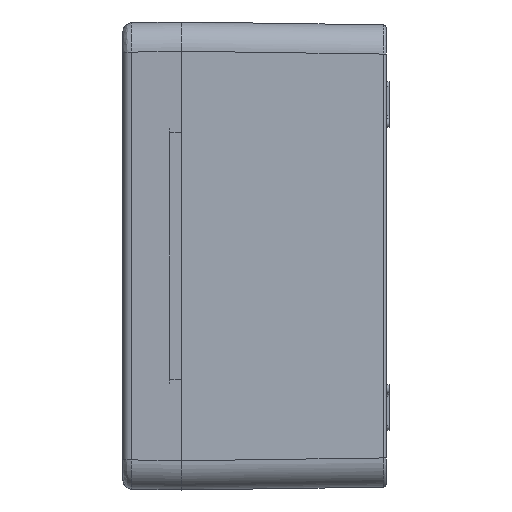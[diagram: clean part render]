
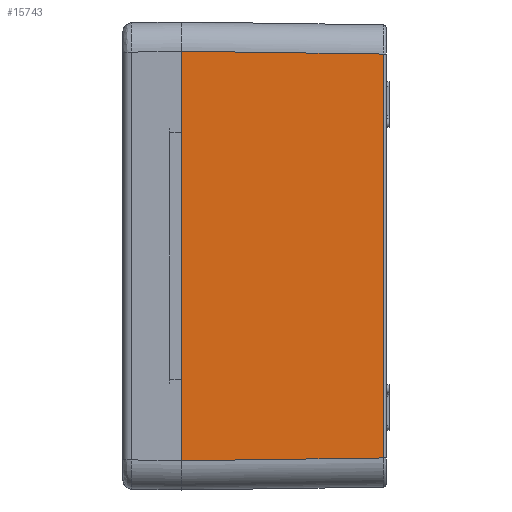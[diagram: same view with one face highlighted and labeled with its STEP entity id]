
A CAD part, left-side view. The second image highlights one B-rep face of the part: STEP entity #15743.
In plain terms, the highlighted planar face has unit normal (-1, -0.014, 0).
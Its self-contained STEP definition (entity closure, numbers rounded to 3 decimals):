
#612 = CARTESIAN_POINT ( 'NONE',  ( -279.036, 0.986, 69.037 ) ) ;
#1189 = CARTESIAN_POINT ( 'NONE',  ( -279.036, 0.986, 23.012 ) ) ;
#1871 = CARTESIAN_POINT ( 'NONE',  ( -279.358, 23.991, 69.359 ) ) ;
#2521 = CARTESIAN_POINT ( 'NONE',  ( -280., 70., -88.688 ) ) ;
#3278 = LINE ( 'NONE', #22974, #12719 ) ;
#3579 = CARTESIAN_POINT ( 'NONE',  ( -280., 70., 70.001 ) ) ;
#4660 = CARTESIAN_POINT ( 'NONE',  ( -279.036, 0.986, 69.037 ) ) ;
#7228 = CARTESIAN_POINT ( 'NONE',  ( -279.679, 46.995, -69.68 ) ) ;
#7421 = B_SPLINE_CURVE_WITH_KNOTS ( 'NONE', 3,
 ( #10971, #18244, #1871, #9174 ),
 .UNSPECIFIED., .F., .F.,
 ( 4, 4 ),
 ( 0., 1. ),
 .UNSPECIFIED. ) ;
#7907 = DIRECTION ( 'NONE',  ( -0.014, 1., 0. ) ) ;
#9174 = CARTESIAN_POINT ( 'NONE',  ( -279.036, 0.986, 69.037 ) ) ;
#9336 = FACE_OUTER_BOUND ( 'NONE', #23280, .T. ) ;
#10579 = DIRECTION ( 'NONE',  ( 0., 0., 1. ) ) ;
#10880 = ORIENTED_EDGE ( 'NONE', *, *, #21151, .F. ) ;
#10971 = CARTESIAN_POINT ( 'NONE',  ( -280., 70., 70.001 ) ) ;
#12011 = VERTEX_POINT ( 'NONE', #22261 ) ;
#12719 = VECTOR ( 'NONE', #10579, 1000. ) ;
#13519 = VERTEX_POINT ( 'NONE', #612 ) ;
#13787 = VERTEX_POINT ( 'NONE', #3579 ) ;
#15119 = CARTESIAN_POINT ( 'NONE',  ( -280., 70., -70.001 ) ) ;
#15137 = ORIENTED_EDGE ( 'NONE', *, *, #20875, .T. ) ;
#15438 = EDGE_CURVE ( 'NONE', #13787, #13519, #7421, .T. ) ;
#15743 = ADVANCED_FACE ( 'NONE', ( #9336 ), #16599, .T. ) ;
#16420 = CARTESIAN_POINT ( 'NONE',  ( -279.358, 23.991, -69.359 ) ) ;
#16599 = PLANE ( 'NONE',  #22864 ) ;
#16900 = B_SPLINE_CURVE_WITH_KNOTS ( 'NONE', 3,
 ( #20252, #7228, #16420, #19782 ),
 .UNSPECIFIED., .F., .F.,
 ( 4, 4 ),
 ( 0., 1. ),
 .UNSPECIFIED. ) ;
#16964 = DIRECTION ( 'NONE',  ( -1., -0.014, 0. ) ) ;
#17342 = CARTESIAN_POINT ( 'NONE',  ( -279.036, 0.986, -23.012 ) ) ;
#18244 = CARTESIAN_POINT ( 'NONE',  ( -279.679, 46.995, 69.68 ) ) ;
#19104 = EDGE_CURVE ( 'NONE', #13519, #12011, #22633, .T. ) ;
#19581 = ORIENTED_EDGE ( 'NONE', *, *, #19104, .F. ) ;
#19782 = CARTESIAN_POINT ( 'NONE',  ( -279.036, 0.986, -69.037 ) ) ;
#20252 = CARTESIAN_POINT ( 'NONE',  ( -280., 70., -70.001 ) ) ;
#20875 = EDGE_CURVE ( 'NONE', #20927, #12011, #16900, .T. ) ;
#20927 = VERTEX_POINT ( 'NONE', #15119 ) ;
#21151 = EDGE_CURVE ( 'NONE', #20927, #13787, #3278, .T. ) ;
#21544 = ORIENTED_EDGE ( 'NONE', *, *, #15438, .F. ) ;
#22261 = CARTESIAN_POINT ( 'NONE',  ( -279.036, 0.986, -69.037 ) ) ;
#22633 = B_SPLINE_CURVE_WITH_KNOTS ( 'NONE', 3,
 ( #4660, #1189, #17342, #22715 ),
 .UNSPECIFIED., .F., .F.,
 ( 4, 4 ),
 ( 0., 1. ),
 .UNSPECIFIED. ) ;
#22715 = CARTESIAN_POINT ( 'NONE',  ( -279.036, 0.986, -69.037 ) ) ;
#22864 = AXIS2_PLACEMENT_3D ( 'NONE', #2521, #16964, #7907 ) ;
#22974 = CARTESIAN_POINT ( 'NONE',  ( -280., 70., -70.001 ) ) ;
#23280 = EDGE_LOOP ( 'NONE', ( #21544, #10880, #15137, #19581 ) ) ;
